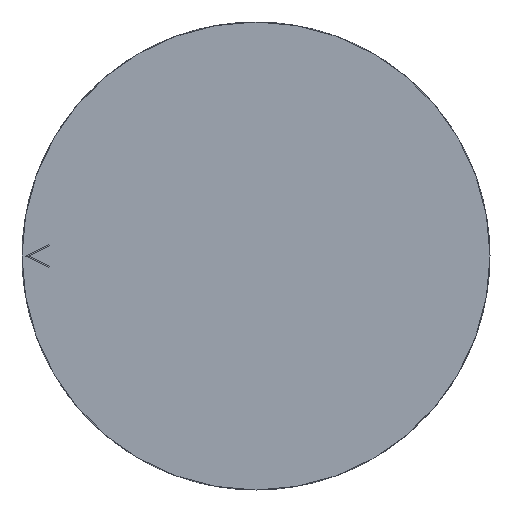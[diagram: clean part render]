
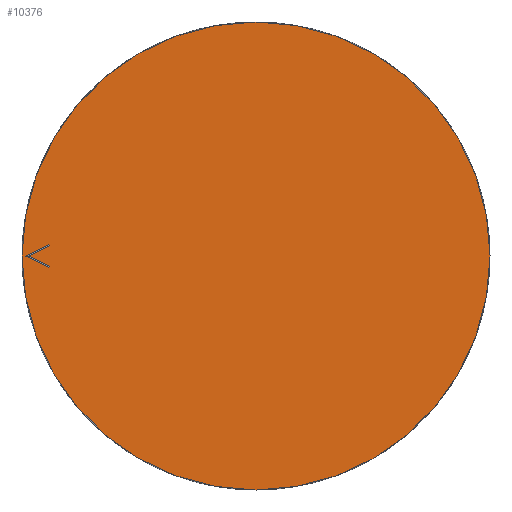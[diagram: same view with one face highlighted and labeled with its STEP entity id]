
A CAD part, front view. The second image highlights one B-rep face of the part: STEP entity #10376.
In plain terms, the highlighted planar face has unit normal (0, -1, 0).
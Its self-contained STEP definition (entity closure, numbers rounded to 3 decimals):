
#257 = VECTOR ( 'NONE', #6550, 1000. ) ;
#287 = LINE ( 'NONE', #5647, #10887 ) ;
#563 = VERTEX_POINT ( 'NONE', #8396 ) ;
#856 = VERTEX_POINT ( 'NONE', #2144 ) ;
#1345 = DIRECTION ( 'NONE',  ( -0.899, 0., 0.438 ) ) ;
#1849 = CARTESIAN_POINT ( 'NONE',  ( 0., 0., 0. ) ) ;
#2041 = CARTESIAN_POINT ( 'NONE',  ( -107.759, 0., 0. ) ) ;
#2115 = CARTESIAN_POINT ( 'NONE',  ( -96.754, 0., 4.811 ) ) ;
#2144 = CARTESIAN_POINT ( 'NONE',  ( -96.754, 0., 4.811 ) ) ;
#2214 = VERTEX_POINT ( 'NONE', #3736 ) ;
#2317 = LINE ( 'NONE', #9012, #10698 ) ;
#2419 = EDGE_CURVE ( 'NONE', #14528, #2214, #2317, .T. ) ;
#2943 = PLANE ( 'NONE',  #8800 ) ;
#2995 = DIRECTION ( 'NONE',  ( 0., 0., 1. ) ) ;
#3062 = EDGE_LOOP ( 'NONE', ( #5024, #14659, #12920, #8117, #8529, #5697 ) ) ;
#3063 = VERTEX_POINT ( 'NONE', #7123 ) ;
#3138 = CARTESIAN_POINT ( 'NONE',  ( 0., 0., 0. ) ) ;
#3693 = EDGE_CURVE ( 'NONE', #856, #563, #4836, .T. ) ;
#3736 = CARTESIAN_POINT ( 'NONE',  ( -106.618, 0., 0. ) ) ;
#3754 = CARTESIAN_POINT ( 'NONE',  ( -96.754, 0., -4.811 ) ) ;
#4320 = DIRECTION ( 'NONE',  ( 0., 0., 1. ) ) ;
#4324 = EDGE_CURVE ( 'NONE', #563, #9828, #287, .T. ) ;
#4493 = ORIENTED_EDGE ( 'NONE', *, *, #12923, .F. ) ;
#4836 = LINE ( 'NONE', #10932, #5930 ) ;
#5024 = ORIENTED_EDGE ( 'NONE', *, *, #6447, .F. ) ;
#5606 = DIRECTION ( 'NONE',  ( -0.899, 0., -0.438 ) ) ;
#5647 = CARTESIAN_POINT ( 'NONE',  ( -107.759, 0., 0. ) ) ;
#5697 = ORIENTED_EDGE ( 'NONE', *, *, #2419, .F. ) ;
#5814 = CARTESIAN_POINT ( 'NONE',  ( -96.973, 0., -5.26 ) ) ;
#5866 = DIRECTION ( 'NONE',  ( 0.899, 0., -0.438 ) ) ;
#5930 = VECTOR ( 'NONE', #11585, 1000. ) ;
#6073 = VECTOR ( 'NONE', #5866, 1000. ) ;
#6261 = VECTOR ( 'NONE', #6816, 1000. ) ;
#6327 = EDGE_LOOP ( 'NONE', ( #4493 ) ) ;
#6447 = EDGE_CURVE ( 'NONE', #11511, #14528, #6484, .T. ) ;
#6484 = LINE ( 'NONE', #5814, #257 ) ;
#6550 = DIRECTION ( 'NONE',  ( 0.438, 0., 0.899 ) ) ;
#6816 = DIRECTION ( 'NONE',  ( 0.899, 0., 0.438 ) ) ;
#7123 = CARTESIAN_POINT ( 'NONE',  ( 0., 0., 109.55 ) ) ;
#8117 = ORIENTED_EDGE ( 'NONE', *, *, #3693, .F. ) ;
#8396 = CARTESIAN_POINT ( 'NONE',  ( -96.973, 0., 5.26 ) ) ;
#8529 = ORIENTED_EDGE ( 'NONE', *, *, #14901, .F. ) ;
#8745 = AXIS2_PLACEMENT_3D ( 'NONE', #3138, #11285, #4320 ) ;
#8800 = AXIS2_PLACEMENT_3D ( 'NONE', #1849, #10007, #2995 ) ;
#8947 = CIRCLE ( 'NONE', #8745, 109.55 ) ;
#9012 = CARTESIAN_POINT ( 'NONE',  ( -96.754, 0., -4.811 ) ) ;
#9330 = LINE ( 'NONE', #2115, #6261 ) ;
#9652 = EDGE_CURVE ( 'NONE', #9828, #11511, #10751, .T. ) ;
#9828 = VERTEX_POINT ( 'NONE', #12568 ) ;
#10007 = DIRECTION ( 'NONE',  ( 0., 1., 0. ) ) ;
#10376 = ADVANCED_FACE ( 'NONE', ( #11413, #14783 ), #2943, .F. ) ;
#10698 = VECTOR ( 'NONE', #1345, 1000. ) ;
#10751 = LINE ( 'NONE', #2041, #6073 ) ;
#10887 = VECTOR ( 'NONE', #5606, 1000. ) ;
#10932 = CARTESIAN_POINT ( 'NONE',  ( -96.973, 0., 5.26 ) ) ;
#11285 = DIRECTION ( 'NONE',  ( 0., 1., 0. ) ) ;
#11413 = FACE_BOUND ( 'NONE', #3062, .T. ) ;
#11511 = VERTEX_POINT ( 'NONE', #13051 ) ;
#11585 = DIRECTION ( 'NONE',  ( -0.438, 0., 0.899 ) ) ;
#12568 = CARTESIAN_POINT ( 'NONE',  ( -107.759, 0., 0. ) ) ;
#12920 = ORIENTED_EDGE ( 'NONE', *, *, #4324, .F. ) ;
#12923 = EDGE_CURVE ( 'NONE', #3063, #3063, #8947, .T. ) ;
#13051 = CARTESIAN_POINT ( 'NONE',  ( -96.973, 0., -5.26 ) ) ;
#14528 = VERTEX_POINT ( 'NONE', #3754 ) ;
#14659 = ORIENTED_EDGE ( 'NONE', *, *, #9652, .F. ) ;
#14783 = FACE_OUTER_BOUND ( 'NONE', #6327, .T. ) ;
#14901 = EDGE_CURVE ( 'NONE', #2214, #856, #9330, .T. ) ;
